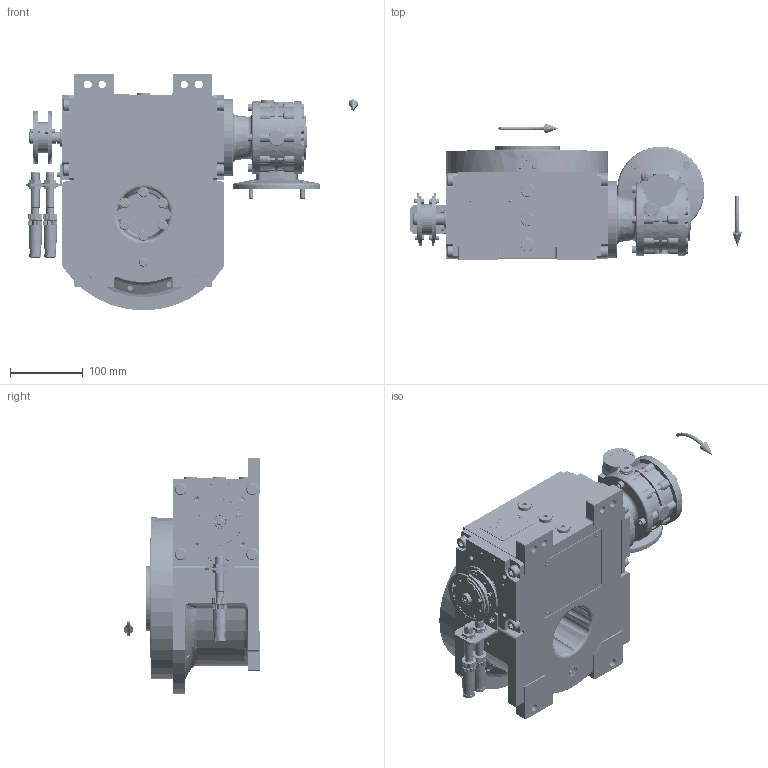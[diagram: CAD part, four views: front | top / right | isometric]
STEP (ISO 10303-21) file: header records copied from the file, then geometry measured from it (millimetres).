
FILE_DESCRIPTION (( 'STEP AP203' ), '1' );
FILE_NAME ('PC5201720.step', '2025-12-02T15:37:10', ( '' ), ( '' ), 'SwSTEP 2.0', 'SolidWorks 2020', '' );
FILE_SCHEMA (( 'CONFIG_CONTROL_DESIGN' ));
Length unit declared in the file: millimetre
Products named in the file (90): AS_cfn2476_01_002_60x46; cfn2000_01_103; cfn2000_01_126; freccia_angolare_albero; cfn2000_01_184; cfn2476_01_002_60x46; cfn2400_04_024; AS_rig06_004; cfn2000_01_161; CFN2010_01_012.stp; rig06_016; cfn2276_01_074; AS_rig06_071_8_m; cfn2000_01_124; CFN2000_01_185.stp; cfn2104_01_016; rig06_003_8; cfn2155_01_056; cfn2128_04_004; cfn2205_01_013; RIG06_021_AF0.stp; cfn2151_01_109; cfn2055_01_002; RIG06_005_ASM.stp; 900_38_30_003; rig06_071_08_m_asm.stp; cfn2115_02_194; CFN2203_02_001.stp; AS_900_38_30_003; AS_900_00_00_005; cfn2107_01_001; CFN2223_01-570X6-B.stp; 900_00_00_005; rig06_004_s_001; AS_900_38_10_028; AS_rig06_002_bl_022; CFN2104_02_017.stp; rig06_004; rig06_005_n_01; RMI40_F1_DX_56B5 ...
Assembly tree (87 placements, depth 5):
  CFN2010_01_012.stp
  cfn2276_01_074
  cfn2205_01_013
  cfn2151_01_109
  CFN2203_02_001.stp
Bounding box: 455.5 x 187 x 325 mm (x, y, z)
Volume: 2984800.8 mm3; surface area: 986132.5 mm2
Topology: 75 solids, 75 shells, 5708 faces, 14567 edges, 9248 vertices
Faces by surface type: plane 2657, cylinder 1946, cone 924, torus 152, bspline 23, sphere 6
Entity records: 159278 total; most frequent: CARTESIAN_POINT 40364, DIRECTION 22965, ORIENTED_EDGE 22762, EDGE_CURVE 11381, AXIS2_PLACEMENT_3D 8426, VERTEX_POINT 7302, VECTOR 6113, LINE 6113
